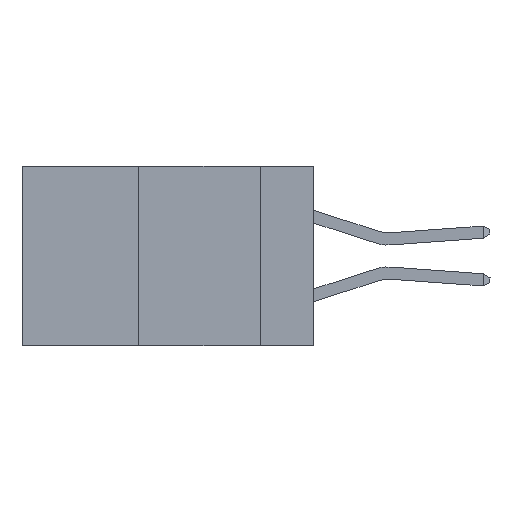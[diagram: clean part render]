
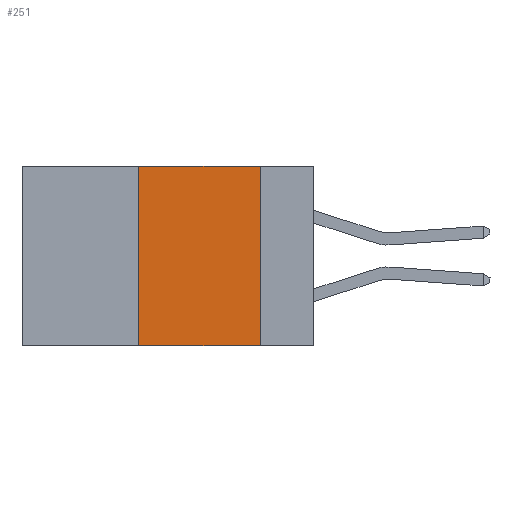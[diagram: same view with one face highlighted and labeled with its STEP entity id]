
A CAD part, left-side view. The second image highlights one B-rep face of the part: STEP entity #251.
In plain terms, the highlighted planar face has unit normal (-1, 0, 0).
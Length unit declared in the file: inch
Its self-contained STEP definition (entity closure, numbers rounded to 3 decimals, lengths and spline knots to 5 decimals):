
#110 = EDGE_LOOP ( 'NONE', ( #1272, #2806, #9340, #9442 ) ) ;
#127 = CARTESIAN_POINT ( 'NONE',  ( 0., 0.11, 0. ) ) ;
#160 = FACE_OUTER_BOUND ( 'NONE', #110, .T. ) ;
#251 = ADVANCED_FACE ( 'NONE', ( #160 ), #528, .F. ) ;
#380 = CARTESIAN_POINT ( 'NONE',  ( 0., 0.6, 0. ) ) ;
#528 = PLANE ( 'NONE',  #3833 ) ;
#638 = CARTESIAN_POINT ( 'NONE',  ( 0., 0.36, -0.37 ) ) ;
#685 = LINE ( 'NONE', #6405, #8562 ) ;
#932 = VECTOR ( 'NONE', #6909, 39.37008 ) ;
#1066 = EDGE_CURVE ( 'NONE', #4662, #4521, #9150, .T. ) ;
#1081 = DIRECTION ( 'NONE',  ( 0., -1., 0. ) ) ;
#1272 = ORIENTED_EDGE ( 'NONE', *, *, #1066, .F. ) ;
#1643 = LINE ( 'NONE', #3997, #5560 ) ;
#1910 = CARTESIAN_POINT ( 'NONE',  ( 0., 0.11, -0.37 ) ) ;
#2096 = CARTESIAN_POINT ( 'NONE',  ( 0., 0.36, 0. ) ) ;
#2806 = ORIENTED_EDGE ( 'NONE', *, *, #9216, .F. ) ;
#3833 = AXIS2_PLACEMENT_3D ( 'NONE', #380, #6253, #6722 ) ;
#3997 = CARTESIAN_POINT ( 'NONE',  ( 0., 0.6, -0.37 ) ) ;
#4044 = LINE ( 'NONE', #6493, #7713 ) ;
#4521 = VERTEX_POINT ( 'NONE', #1910 ) ;
#4662 = VERTEX_POINT ( 'NONE', #9054 ) ;
#4772 = DIRECTION ( 'NONE',  ( 0., -1., 0. ) ) ;
#5560 = VECTOR ( 'NONE', #4772, 39.37008 ) ;
#6253 = DIRECTION ( 'NONE',  ( 1., 0., 0. ) ) ;
#6405 = CARTESIAN_POINT ( 'NONE',  ( 0., 0.36, 0. ) ) ;
#6493 = CARTESIAN_POINT ( 'NONE',  ( 0., 0.6, 0. ) ) ;
#6722 = DIRECTION ( 'NONE',  ( 0., 0., -1. ) ) ;
#6907 = VERTEX_POINT ( 'NONE', #638 ) ;
#6909 = DIRECTION ( 'NONE',  ( 0., 0., -1. ) ) ;
#7143 = DIRECTION ( 'NONE',  ( 0., 0., 1. ) ) ;
#7313 = VERTEX_POINT ( 'NONE', #2096 ) ;
#7713 = VECTOR ( 'NONE', #1081, 39.37008 ) ;
#8363 = EDGE_CURVE ( 'NONE', #6907, #7313, #685, .T. ) ;
#8562 = VECTOR ( 'NONE', #7143, 39.37008 ) ;
#9054 = CARTESIAN_POINT ( 'NONE',  ( 0., 0.11, 0. ) ) ;
#9150 = LINE ( 'NONE', #127, #932 ) ;
#9216 = EDGE_CURVE ( 'NONE', #7313, #4662, #4044, .T. ) ;
#9340 = ORIENTED_EDGE ( 'NONE', *, *, #8363, .F. ) ;
#9442 = ORIENTED_EDGE ( 'NONE', *, *, #9718, .T. ) ;
#9718 = EDGE_CURVE ( 'NONE', #6907, #4521, #1643, .T. ) ;
